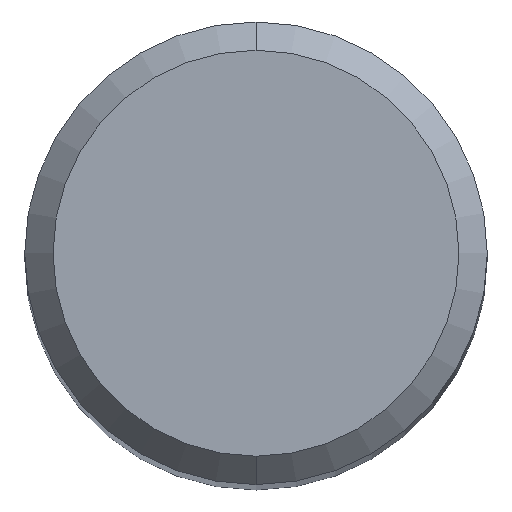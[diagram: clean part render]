
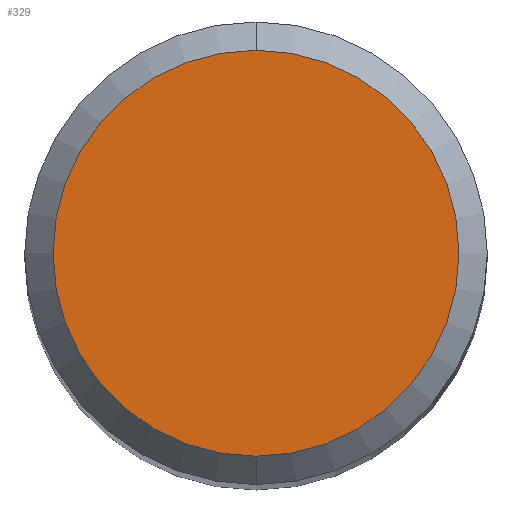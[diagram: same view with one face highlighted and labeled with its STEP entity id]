
A CAD part, top view. The second image highlights one B-rep face of the part: STEP entity #329.
In plain terms, the highlighted planar face has unit normal (0, 0, 1).
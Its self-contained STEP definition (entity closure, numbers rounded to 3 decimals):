
#177=EDGE_CURVE('',#195,#275,#416,.T.);
#195=VERTEX_POINT('',#438);
#275=VERTEX_POINT('',#525);
#321=EDGE_CURVE('',#275,#195,#574,.T.);
#329=ADVANCED_FACE('',(#583),#584,.T.);
#416=CIRCLE('',#679,2.15);
#438=CARTESIAN_POINT('',(0.,-2.15,0.0));
#525=CARTESIAN_POINT('',(0.0,2.15,0.0));
#574=CIRCLE('',#887,2.15);
#583=FACE_OUTER_BOUND('',#899,.T.);
#584=PLANE('',#900);
#679=AXIS2_PLACEMENT_3D('',#995,#996,#997);
#887=AXIS2_PLACEMENT_3D('',#1180,#1181,#1182);
#899=EDGE_LOOP('',(#1196,#1197));
#900=AXIS2_PLACEMENT_3D('',#1198,#1199,#1200);
#995=CARTESIAN_POINT('',(0.0,0.0,0.0));
#996=DIRECTION('',(0.0,0.0,-1.0));
#997=DIRECTION('',(0.0,1.0,0.0));
#1180=CARTESIAN_POINT('',(0.0,0.0,0.0));
#1181=DIRECTION('',(0.0,0.0,-1.0));
#1182=DIRECTION('',(0.0,1.0,0.0));
#1196=ORIENTED_EDGE('',*,*,#321,.F.);
#1197=ORIENTED_EDGE('',*,*,#177,.F.);
#1198=CARTESIAN_POINT('',(0.0,1.075,0.0));
#1199=DIRECTION('',(-0.0,0.0,1.0));
#1200=DIRECTION('',(0.0,-1.0,0.0));
